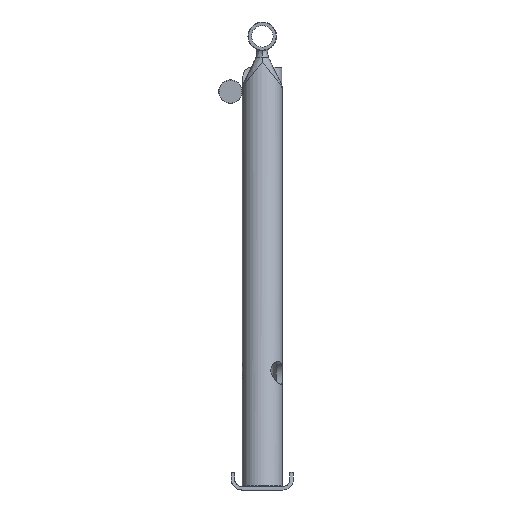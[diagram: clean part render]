
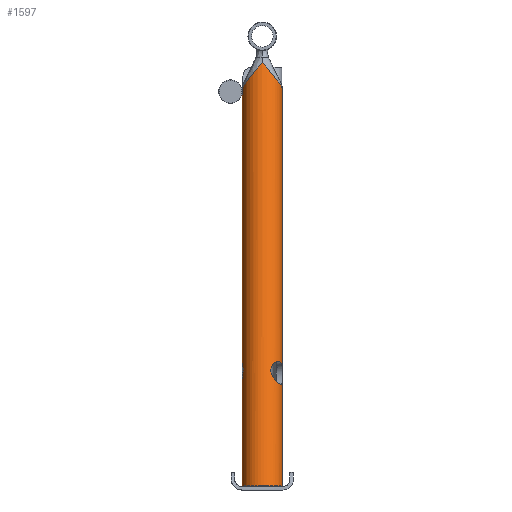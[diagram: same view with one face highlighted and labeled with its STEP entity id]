
A CAD part, left-side view. The second image highlights one B-rep face of the part: STEP entity #1597.
In plain terms, the highlighted cylindrical face has radius 11.4 mm (diameter 22.8 mm), a full revolution.
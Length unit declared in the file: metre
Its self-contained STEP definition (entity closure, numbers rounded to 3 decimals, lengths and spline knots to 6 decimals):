
#184=B_SPLINE_CURVE_WITH_KNOTS('',3,(#2330,#2331,#2332,#2333,#2334,#2335,
#2336,#2337,#2338,#2339,#2340,#2341,#2342,#2343,#2344,#2345),
 .UNSPECIFIED.,.F.,.F.,(4,1,1,1,1,1,1,1,1,1,1,1,1,4),(0.009706,
0.011257,0.012033,0.012808,0.013584,
0.014359,0.015135,0.015911,0.017462,
0.019013,0.019788,0.020564,0.021339,
0.022115),.UNSPECIFIED.);
#185=B_SPLINE_CURVE_WITH_KNOTS('',3,(#2350,#2351,#2352,#2353,#2354,#2355,
#2356,#2357,#2358,#2359,#2360,#2361,#2362,#2363,#2364,#2365,#2366,#2367,
#2368),.UNSPECIFIED.,.T.,.F.,(1,1,1,1,1,1,1,1,1,1,1,1,1,1,1,1,1,1,1,1,1,
1,1),(-0.00784,-0.005227,-0.002613,0.,
0.002613,0.005227,0.00784,0.010453,
0.013067,0.01568,0.018293,0.020907,
0.02352,0.026133,0.028747,0.03136,
0.033973,0.036587,0.0392,0.041813,
0.044427,0.04704,0.049653),.UNSPECIFIED.);
#186=B_SPLINE_CURVE_WITH_KNOTS('',3,(#2370,#2371,#2372,#2373,#2374,#2375,
#2376,#2377,#2378,#2379,#2380,#2381,#2382,#2383,#2384,#2385,#2386,#2387,
#2388),.UNSPECIFIED.,.T.,.F.,(1,1,1,1,1,1,1,1,1,1,1,1,1,1,1,1,1,1,1,1,1,
1,1),(-0.007852,-0.005234,-0.002617,0.,
0.002617,0.005234,0.007852,0.010469,
0.013086,0.015703,0.01832,0.020937,
0.023555,0.026172,0.028789,0.031406,
0.034023,0.036641,0.039258,0.041875,
0.044492,0.047109,0.049726),.UNSPECIFIED.);
#268=ELLIPSE('',#1791,0.011802,0.0114);
#269=ELLIPSE('',#1792,0.018042,0.0114);
#270=ELLIPSE('',#1793,0.018042,0.0114);
#271=ELLIPSE('',#1794,0.018042,0.0114);
#392=ORIENTED_EDGE('',*,*,#834,.T.);
#393=ORIENTED_EDGE('',*,*,#835,.T.);
#394=ORIENTED_EDGE('',*,*,#836,.T.);
#395=ORIENTED_EDGE('',*,*,#837,.T.);
#396=ORIENTED_EDGE('',*,*,#838,.T.);
#397=ORIENTED_EDGE('',*,*,#839,.F.);
#398=ORIENTED_EDGE('',*,*,#840,.F.);
#834=EDGE_CURVE('',#1058,#1058,#268,.T.);
#835=EDGE_CURVE('',#1059,#1060,#269,.T.);
#836=EDGE_CURVE('',#1060,#1061,#184,.T.);
#837=EDGE_CURVE('',#1061,#1062,#270,.T.);
#838=EDGE_CURVE('',#1062,#1059,#271,.F.);
#839=EDGE_CURVE('',#1063,#1063,#185,.T.);
#840=EDGE_CURVE('',#1064,#1064,#186,.T.);
#1058=VERTEX_POINT('',#2326);
#1059=VERTEX_POINT('',#2328);
#1060=VERTEX_POINT('',#2329);
#1061=VERTEX_POINT('',#2346);
#1062=VERTEX_POINT('',#2348);
#1063=VERTEX_POINT('',#2369);
#1064=VERTEX_POINT('',#2389);
#1268=EDGE_LOOP('',(#392));
#1269=EDGE_LOOP('',(#393,#394,#395,#396));
#1270=EDGE_LOOP('',(#397));
#1271=EDGE_LOOP('',(#398));
#1416=FACE_BOUND('',#1268,.T.);
#1417=FACE_BOUND('',#1269,.T.);
#1418=FACE_BOUND('',#1270,.T.);
#1419=FACE_BOUND('',#1271,.T.);
#1554=CYLINDRICAL_SURFACE('',#1790,0.0114);
#1597=ADVANCED_FACE('',(#1416,#1417,#1418,#1419),#1554,.T.);
#1790=AXIS2_PLACEMENT_3D('',#2324,#1956,#1957);
#1791=AXIS2_PLACEMENT_3D('',#2325,#1958,#1959);
#1792=AXIS2_PLACEMENT_3D('',#2327,#1960,#1961);
#1793=AXIS2_PLACEMENT_3D('',#2347,#1962,#1963);
#1794=AXIS2_PLACEMENT_3D('',#2349,#1964,#1965);
#1956=DIRECTION('',(0.264,0.,0.965));
#1957=DIRECTION('',(0.965,0.,-0.264));
#1958=DIRECTION('',(0.006,0.,1.));
#1959=DIRECTION('',(1.,0.,-0.006));
#1960=DIRECTION('',(-0.073,-0.769,-0.635));
#1961=DIRECTION('',(0.281,-0.627,0.727));
#1962=DIRECTION('',(-0.073,-0.769,-0.635));
#1963=DIRECTION('',(0.281,-0.627,0.727));
#1964=DIRECTION('',(0.073,-0.769,0.635));
#1965=DIRECTION('',(0.281,0.627,0.727));
#2324=CARTESIAN_POINT('',(-0.09,0.011,-0.00499));
#2325=CARTESIAN_POINT('',(-0.088018,0.011,0.00225));
#2326=CARTESIAN_POINT('',(-0.076217,0.011,0.002184));
#2327=CARTESIAN_POINT('',(-0.022426,0.011,0.241844));
#2328=CARTESIAN_POINT('',(-0.033884,0.011,0.243164));
#2329=CARTESIAN_POINT('',(-0.027543,0.022304,0.228746));
#2330=CARTESIAN_POINT('',(-0.027543,0.022304,0.228746));
#2331=CARTESIAN_POINT('',(-0.028023,0.02225,0.228555));
#2332=CARTESIAN_POINT('',(-0.028691,0.022144,0.228145));
#2333=CARTESIAN_POINT('',(-0.029319,0.022049,0.227302));
#2334=CARTESIAN_POINT('',(-0.029544,0.022045,0.226531));
#2335=CARTESIAN_POINT('',(-0.029357,0.022142,0.225742));
#2336=CARTESIAN_POINT('',(-0.028791,0.022275,0.225182));
#2337=CARTESIAN_POINT('',(-0.028069,0.022368,0.224878));
#2338=CARTESIAN_POINT('',(-0.027028,0.02242,0.224726));
#2339=CARTESIAN_POINT('',(-0.025725,0.022353,0.224914));
#2340=CARTESIAN_POINT('',(-0.024563,0.022183,0.225518));
#2341=CARTESIAN_POINT('',(-0.023857,0.02207,0.226287));
#2342=CARTESIAN_POINT('',(-0.023524,0.022036,0.22701));
#2343=CARTESIAN_POINT('',(-0.02354,0.022096,0.227817));
#2344=CARTESIAN_POINT('',(-0.02384,0.022184,0.228263));
#2345=CARTESIAN_POINT('',(-0.02403,0.022224,0.228437));
#2346=CARTESIAN_POINT('',(-0.02403,0.022224,0.228437));
#2347=CARTESIAN_POINT('',(-0.022426,0.011,0.241844));
#2348=CARTESIAN_POINT('',(-0.010968,0.011,0.240524));
#2349=CARTESIAN_POINT('',(-0.022426,0.011,0.241844));
#2350=CARTESIAN_POINT('',(-0.081217,0.00561,0.065245));
#2351=CARTESIAN_POINT('',(-0.080903,0.00415,0.063023));
#2352=CARTESIAN_POINT('',(-0.079863,0.002481,0.061224));
#2353=CARTESIAN_POINT('',(-0.077975,0.00094,0.060088));
#2354=CARTESIAN_POINT('',(-0.07546,-0.000053,0.059988));
#2355=CARTESIAN_POINT('',(-0.072959,-0.00041,0.060915));
#2356=CARTESIAN_POINT('',(-0.070907,-0.000402,0.062628));
#2357=CARTESIAN_POINT('',(-0.069642,-0.000338,0.064993));
#2358=CARTESIAN_POINT('',(-0.069567,-0.000407,0.067688));
#2359=CARTESIAN_POINT('',(-0.07062,-0.000402,0.07016));
#2360=CARTESIAN_POINT('',(-0.072452,0.000028,0.072077));
#2361=CARTESIAN_POINT('',(-0.074694,0.0011,0.073125));
#2362=CARTESIAN_POINT('',(-0.076857,0.002701,0.073106));
#2363=CARTESIAN_POINT('',(-0.078634,0.004443,0.072122));
#2364=CARTESIAN_POINT('',(-0.079976,0.005912,0.070336));
#2365=CARTESIAN_POINT('',(-0.080895,0.006423,0.067801));
#2366=CARTESIAN_POINT('',(-0.081217,0.00561,0.065245));
#2367=CARTESIAN_POINT('',(-0.080903,0.00415,0.063023));
#2368=CARTESIAN_POINT('',(-0.079863,0.002481,0.061224));
#2369=CARTESIAN_POINT('',(-0.080782,0.004115,0.063094));
#2370=CARTESIAN_POINT('',(-0.061142,0.018994,0.069417));
#2371=CARTESIAN_POINT('',(-0.060926,0.017953,0.066955));
#2372=CARTESIAN_POINT('',(-0.061455,0.017688,0.064323));
#2373=CARTESIAN_POINT('',(-0.062652,0.018432,0.062029));
#2374=CARTESIAN_POINT('',(-0.064401,0.019761,0.06049));
#2375=CARTESIAN_POINT('',(-0.066624,0.021145,0.059895));
#2376=CARTESIAN_POINT('',(-0.069083,0.022129,0.060383));
#2377=CARTESIAN_POINT('',(-0.071321,0.022477,0.061827));
#2378=CARTESIAN_POINT('',(-0.072975,0.022313,0.063909));
#2379=CARTESIAN_POINT('',(-0.073784,0.021943,0.066462));
#2380=CARTESIAN_POINT('',(-0.073242,0.021879,0.069132));
#2381=CARTESIAN_POINT('',(-0.071555,0.022194,0.071203));
#2382=CARTESIAN_POINT('',(-0.069291,0.022452,0.072588));
#2383=CARTESIAN_POINT('',(-0.06671,0.022351,0.073226));
#2384=CARTESIAN_POINT('',(-0.064116,0.021631,0.072882));
#2385=CARTESIAN_POINT('',(-0.062171,0.020361,0.07149));
#2386=CARTESIAN_POINT('',(-0.061142,0.018994,0.069417));
#2387=CARTESIAN_POINT('',(-0.060926,0.017953,0.066955));
#2388=CARTESIAN_POINT('',(-0.061455,0.017688,0.064323));
#2389=CARTESIAN_POINT('',(-0.06105,0.018083,0.066927));
